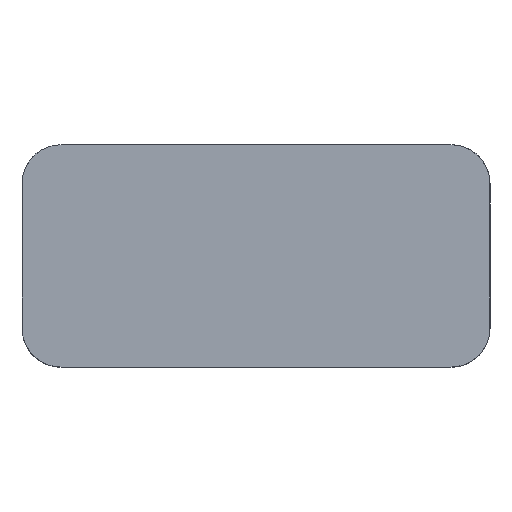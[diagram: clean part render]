
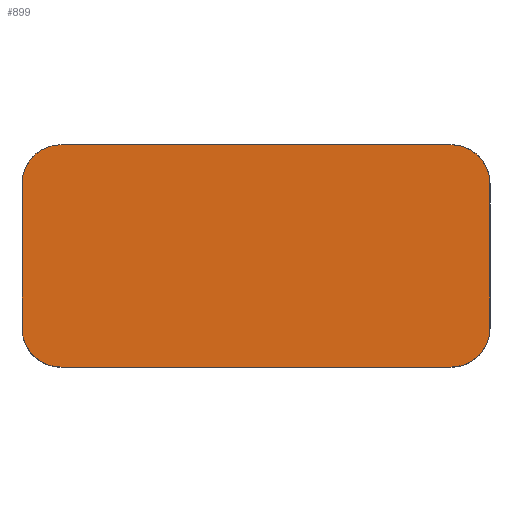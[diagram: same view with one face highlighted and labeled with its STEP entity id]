
A CAD part, top view. The second image highlights one B-rep face of the part: STEP entity #899.
In plain terms, the highlighted planar face has unit normal (0, 0, 1).
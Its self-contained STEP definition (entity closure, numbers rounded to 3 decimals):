
#8 = CARTESIAN_POINT ( 'NONE',  ( 19.05, -5.875, 10. ) ) ;
#30 = EDGE_CURVE ( 'NONE', #763, #78, #316, .T. ) ;
#40 = CARTESIAN_POINT ( 'NONE',  ( 15.875, -9.05, 10. ) ) ;
#46 = AXIS2_PLACEMENT_3D ( 'NONE', #1025, #1338, #608 ) ;
#72 = AXIS2_PLACEMENT_3D ( 'NONE', #333, #964, #219 ) ;
#78 = VERTEX_POINT ( 'NONE', #211 ) ;
#87 = LINE ( 'NONE', #132, #614 ) ;
#119 = CARTESIAN_POINT ( 'NONE',  ( -15.875, -9.05, 10. ) ) ;
#120 = DIRECTION ( 'NONE',  ( 0., 0., 1. ) ) ;
#132 = CARTESIAN_POINT ( 'NONE',  ( 19.05, -5.875, 10. ) ) ;
#205 = DIRECTION ( 'NONE',  ( 1., 0., 0. ) ) ;
#211 = CARTESIAN_POINT ( 'NONE',  ( -19.05, 5.875, 10. ) ) ;
#219 = DIRECTION ( 'NONE',  ( 1., 0., 0. ) ) ;
#235 = ORIENTED_EDGE ( 'NONE', *, *, #1155, .T. ) ;
#258 = VERTEX_POINT ( 'NONE', #1329 ) ;
#270 = ORIENTED_EDGE ( 'NONE', *, *, #1300, .T. ) ;
#316 = CIRCLE ( 'NONE', #1141, 3.175 ) ;
#317 = CARTESIAN_POINT ( 'NONE',  ( 15.875, 5.875, 10. ) ) ;
#333 = CARTESIAN_POINT ( 'NONE',  ( -15.875, -5.875, 10. ) ) ;
#357 = AXIS2_PLACEMENT_3D ( 'NONE', #317, #954, #205 ) ;
#421 = CARTESIAN_POINT ( 'NONE',  ( -15.875, 9.05, 10. ) ) ;
#448 = FACE_OUTER_BOUND ( 'NONE', #602, .T. ) ;
#460 = DIRECTION ( 'NONE',  ( 0., -1., 0. ) ) ;
#468 = VERTEX_POINT ( 'NONE', #40 ) ;
#502 = ORIENTED_EDGE ( 'NONE', *, *, #830, .T. ) ;
#510 = ORIENTED_EDGE ( 'NONE', *, *, #598, .T. ) ;
#596 = DIRECTION ( 'NONE',  ( -1., 0., 0. ) ) ;
#598 = EDGE_CURVE ( 'NONE', #258, #1244, #1160, .T. ) ;
#602 = EDGE_LOOP ( 'NONE', ( #627, #1103, #835, #502, #510, #270, #966, #235 ) ) ;
#608 = DIRECTION ( 'NONE',  ( 1., 0., 0. ) ) ;
#614 = VECTOR ( 'NONE', #1275, 1000. ) ;
#624 = DIRECTION ( 'NONE',  ( 0., 0., 1. ) ) ;
#627 = ORIENTED_EDGE ( 'NONE', *, *, #701, .T. ) ;
#634 = LINE ( 'NONE', #1326, #1227 ) ;
#647 = CARTESIAN_POINT ( 'NONE',  ( -15.875, -9.05, 10. ) ) ;
#651 = CIRCLE ( 'NONE', #357, 3.175 ) ;
#654 = VERTEX_POINT ( 'NONE', #8 ) ;
#663 = VECTOR ( 'NONE', #957, 1000. ) ;
#701 = EDGE_CURVE ( 'NONE', #767, #904, #651, .T. ) ;
#706 = CARTESIAN_POINT ( 'NONE',  ( 15.875, 9.05, 10. ) ) ;
#722 = CARTESIAN_POINT ( 'NONE',  ( 15.875, -5.875, 10. ) ) ;
#739 = DIRECTION ( 'NONE',  ( 1., 0., 0. ) ) ;
#763 = VERTEX_POINT ( 'NONE', #421 ) ;
#766 = CARTESIAN_POINT ( 'NONE',  ( -19.05, 5.875, 10. ) ) ;
#767 = VERTEX_POINT ( 'NONE', #1156 ) ;
#815 = PLANE ( 'NONE',  #46 ) ;
#830 = EDGE_CURVE ( 'NONE', #78, #258, #1076, .T. ) ;
#835 = ORIENTED_EDGE ( 'NONE', *, *, #30, .T. ) ;
#852 = CARTESIAN_POINT ( 'NONE',  ( -15.875, 5.875, 10. ) ) ;
#857 = EDGE_CURVE ( 'NONE', #468, #654, #1317, .T. ) ;
#899 = ADVANCED_FACE ( 'NONE', ( #448 ), #815, .T. ) ;
#904 = VERTEX_POINT ( 'NONE', #706 ) ;
#951 = EDGE_CURVE ( 'NONE', #904, #763, #634, .T. ) ;
#954 = DIRECTION ( 'NONE',  ( 0., 0., 1. ) ) ;
#957 = DIRECTION ( 'NONE',  ( 1., 0., 0. ) ) ;
#964 = DIRECTION ( 'NONE',  ( 0., 0., 1. ) ) ;
#966 = ORIENTED_EDGE ( 'NONE', *, *, #857, .T. ) ;
#976 = LINE ( 'NONE', #119, #663 ) ;
#986 = AXIS2_PLACEMENT_3D ( 'NONE', #722, #624, #1247 ) ;
#1025 = CARTESIAN_POINT ( 'NONE',  ( 15.875, 5.875, 10. ) ) ;
#1042 = VECTOR ( 'NONE', #460, 1000. ) ;
#1076 = LINE ( 'NONE', #766, #1042 ) ;
#1103 = ORIENTED_EDGE ( 'NONE', *, *, #951, .T. ) ;
#1141 = AXIS2_PLACEMENT_3D ( 'NONE', #852, #120, #739 ) ;
#1155 = EDGE_CURVE ( 'NONE', #654, #767, #87, .T. ) ;
#1156 = CARTESIAN_POINT ( 'NONE',  ( 19.05, 5.875, 10. ) ) ;
#1160 = CIRCLE ( 'NONE', #72, 3.175 ) ;
#1227 = VECTOR ( 'NONE', #596, 1000. ) ;
#1244 = VERTEX_POINT ( 'NONE', #647 ) ;
#1247 = DIRECTION ( 'NONE',  ( 1., 0., 0. ) ) ;
#1275 = DIRECTION ( 'NONE',  ( 0., 1., 0. ) ) ;
#1300 = EDGE_CURVE ( 'NONE', #1244, #468, #976, .T. ) ;
#1317 = CIRCLE ( 'NONE', #986, 3.175 ) ;
#1326 = CARTESIAN_POINT ( 'NONE',  ( 15.875, 9.05, 10. ) ) ;
#1329 = CARTESIAN_POINT ( 'NONE',  ( -19.05, -5.875, 10. ) ) ;
#1338 = DIRECTION ( 'NONE',  ( 0., 0., 1. ) ) ;
